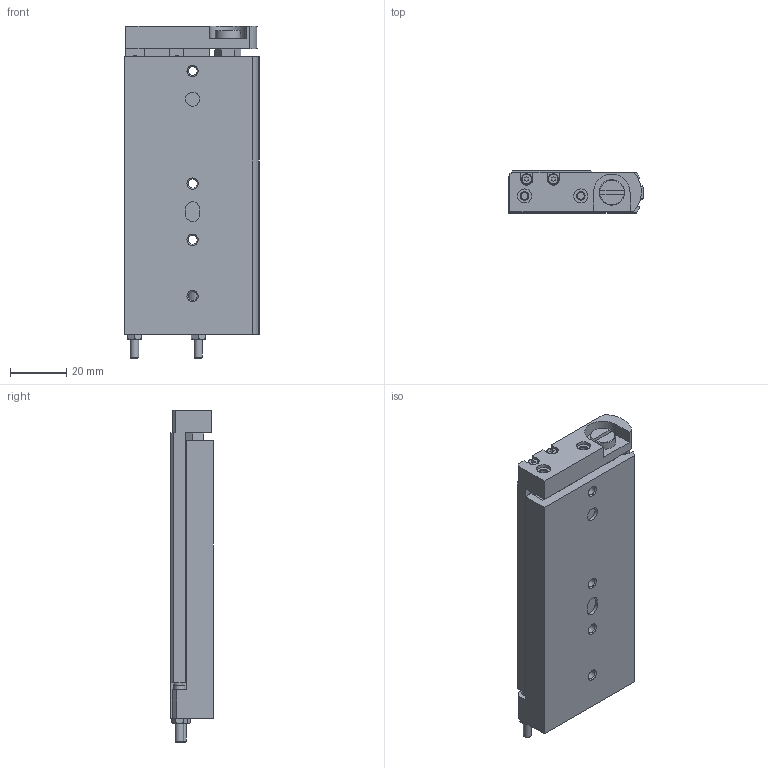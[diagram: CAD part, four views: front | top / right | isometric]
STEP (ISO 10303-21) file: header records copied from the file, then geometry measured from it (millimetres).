
FILE_DESCRIPTION(/* description */ ('STEP AP214'),/* implementation_level */ '2;1');
FILE_NAME(/* name */ '170510_SLF-10-50-P-A',/* time_stamp */ '2024-09-15T06:39:03+02:00',/* author */ ('License CC BY-ND 4.0'),/* organization */ ('CADENAS'),/* preprocessor_version */ 'ST-DEVELOPER v19.3',/* originating_system */ 'PARTsolutions',/* authorisation */ ' ');
FILE_SCHEMA (('AUTOMOTIVE_DESIGN {1 0 10303 214 3 1 1}'));
Length unit declared in the file: millimetre
Products named in the file (3): 170510 SLF-10-50-P-A---(0); 170510 SLF-10-50-P-A_z; 170510 SLF-10-50-P-A_k
Assembly tree (2 placements, depth 2):
  170510 SLF-10-50-P-A---(0)
    170510 SLF-10-50-P-A_z
    170510 SLF-10-50-P-A_k
Bounding box: 47.98 x 15 x 118 mm (x, y, z)
Volume: 59625.6 mm3; surface area: 33458.7 mm2
Topology: 2 solids, 4 shells, 328 faces, 814 edges, 515 vertices
Faces by surface type: plane 172, cone 78, cylinder 74, torus 4
Full cylindrical faces by diameter (mm): 2.459 x10, 3 x2, 3.242 x4, 3.8 x2, 3.9 x4, 4 x4, 4.134 x2, 5 x4, 6 x7, 9 x1, 10 x2
Entity records: 9333 total; most frequent: CARTESIAN_POINT 1802, DIRECTION 1532, ORIENTED_EDGE 1424, EDGE_CURVE 712, AXIS2_PLACEMENT_3D 568, VERTEX_POINT 501, FACE_BOUND 475, EDGE_LOOP 473
